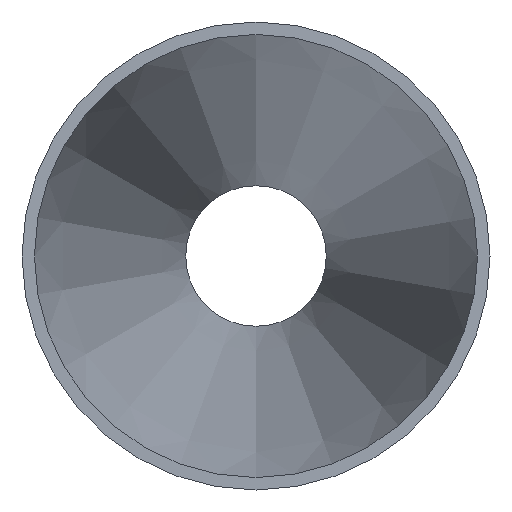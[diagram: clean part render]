
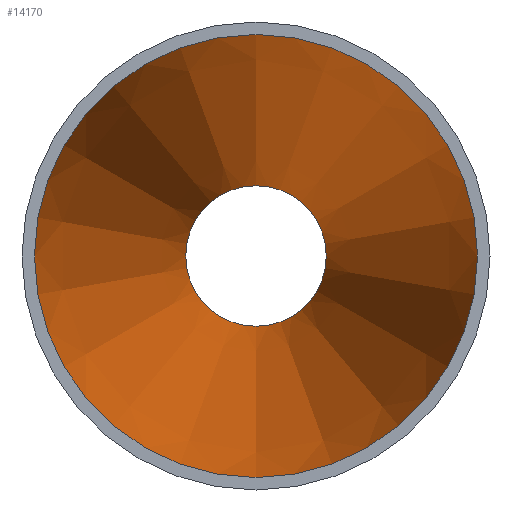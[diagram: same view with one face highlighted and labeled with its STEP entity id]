
A CAD part, front view. The second image highlights one B-rep face of the part: STEP entity #14170.
In plain terms, the highlighted conical face has half-angle 9.437 degrees and reference radius 36.023 mm.
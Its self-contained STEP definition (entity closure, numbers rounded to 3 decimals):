
#2952 = CARTESIAN_POINT ( 'NONE',  ( 0., 148., 0. ) ) ;
#4761 = CONICAL_SURFACE ( 'NONE', #5442, 36.023, 0.165 ) ;
#5442 = AXIS2_PLACEMENT_3D ( 'NONE', #16090, #7415, #19358 ) ;
#5883 = DIRECTION ( 'NONE',  ( 0., -1., 0. ) ) ;
#6551 = AXIS2_PLACEMENT_3D ( 'NONE', #2952, #5883, #16167 ) ;
#6695 = EDGE_CURVE ( 'NONE', #7426, #7426, #7920, .T. ) ;
#7318 = CARTESIAN_POINT ( 'NONE',  ( 0., 0., -36.023 ) ) ;
#7415 = DIRECTION ( 'NONE',  ( 0., -1., 0. ) ) ;
#7426 = VERTEX_POINT ( 'NONE', #7318 ) ;
#7920 = CIRCLE ( 'NONE', #15189, 36.023 ) ;
#8046 = ORIENTED_EDGE ( 'NONE', *, *, #6695, .T. ) ;
#8063 = EDGE_CURVE ( 'NONE', #13932, #13932, #8617, .T. ) ;
#8617 = CIRCLE ( 'NONE', #6551, 11.423 ) ;
#9127 = DIRECTION ( 'NONE',  ( 0., -1., 0. ) ) ;
#10638 = CARTESIAN_POINT ( 'NONE',  ( 0., 0., 0. ) ) ;
#10753 = DIRECTION ( 'NONE',  ( 0., 0., -1. ) ) ;
#11715 = EDGE_LOOP ( 'NONE', ( #8046 ) ) ;
#12185 = ORIENTED_EDGE ( 'NONE', *, *, #8063, .F. ) ;
#13932 = VERTEX_POINT ( 'NONE', #14155 ) ;
#14028 = FACE_OUTER_BOUND ( 'NONE', #11715, .T. ) ;
#14155 = CARTESIAN_POINT ( 'NONE',  ( 0., 148., -11.423 ) ) ;
#14170 = ADVANCED_FACE ( 'NONE', ( #21106, #14028 ), #4761, .F. ) ;
#15189 = AXIS2_PLACEMENT_3D ( 'NONE', #10638, #9127, #10753 ) ;
#16090 = CARTESIAN_POINT ( 'NONE',  ( 0., 0., 0. ) ) ;
#16167 = DIRECTION ( 'NONE',  ( 0., 0., -1. ) ) ;
#19358 = DIRECTION ( 'NONE',  ( 0., 0., -1. ) ) ;
#20334 = EDGE_LOOP ( 'NONE', ( #12185 ) ) ;
#21106 = FACE_BOUND ( 'NONE', #20334, .T. ) ;
